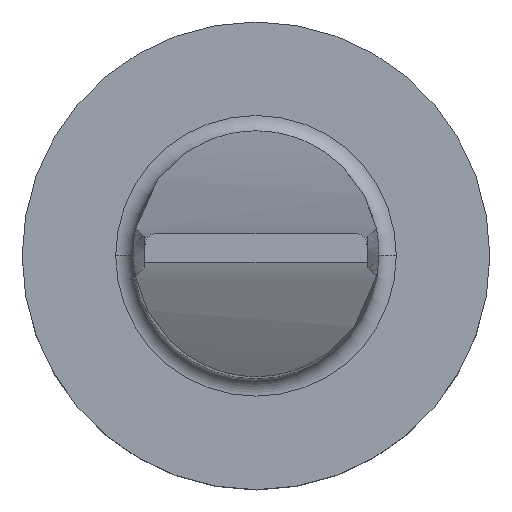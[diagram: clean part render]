
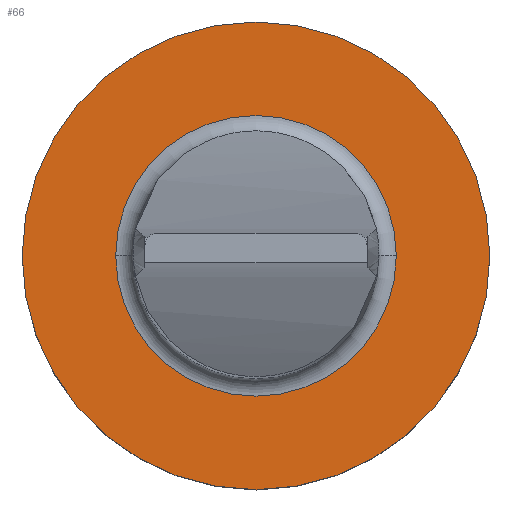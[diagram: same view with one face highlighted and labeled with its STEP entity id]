
A CAD part, top view. The second image highlights one B-rep face of the part: STEP entity #66.
In plain terms, the highlighted planar face has unit normal (0, 0, 1).
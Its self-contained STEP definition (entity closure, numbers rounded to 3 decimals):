
#66=ADVANCED_FACE('',(#136,#137),#138,.T.);
#136=FACE_OUTER_BOUND('',#208,.T.);
#137=FACE_BOUND('',#209,.T.);
#138=PLANE('',#210);
#208=EDGE_LOOP('',(#333,#334));
#209=EDGE_LOOP('',(#335,#336));
#210=AXIS2_PLACEMENT_3D('',#337,#338,#339);
#333=ORIENTED_EDGE('',*,*,#424,.T.);
#334=ORIENTED_EDGE('',*,*,#462,.T.);
#335=ORIENTED_EDGE('',*,*,#460,.F.);
#336=ORIENTED_EDGE('',*,*,#427,.F.);
#337=CARTESIAN_POINT('',(0.0,0.0,3.0));
#338=DIRECTION('',(0.0,0.0,1.0));
#339=DIRECTION('',(1.0,0.0,0.0));
#424=EDGE_CURVE('',#490,#494,#496,.T.);
#427=EDGE_CURVE('',#498,#501,#502,.T.);
#460=EDGE_CURVE('',#501,#498,#550,.T.);
#462=EDGE_CURVE('',#494,#490,#552,.T.);
#490=VERTEX_POINT('',#586);
#494=VERTEX_POINT('',#591);
#496=CIRCLE('',#594,4.0);
#498=VERTEX_POINT('',#596);
#501=VERTEX_POINT('',#599);
#502=CIRCLE('',#600,2.4);
#550=CIRCLE('',#924,2.4);
#552=CIRCLE('',#926,4.0);
#586=CARTESIAN_POINT('',(4.0,0.0,3.0));
#591=CARTESIAN_POINT('',(-4.0,0.,3.0));
#594=AXIS2_PLACEMENT_3D('',#973,#974,#975);
#596=CARTESIAN_POINT('',(-2.4,0.,3.0));
#599=CARTESIAN_POINT('',(2.4,0.0,3.0));
#600=AXIS2_PLACEMENT_3D('',#979,#980,#981);
#924=AXIS2_PLACEMENT_3D('',#1016,#1017,#1018);
#926=AXIS2_PLACEMENT_3D('',#1019,#1020,#1021);
#973=CARTESIAN_POINT('',(0.0,0.0,3.0));
#974=DIRECTION('',(0.0,0.0,1.0));
#975=DIRECTION('',(1.0,0.0,0.0));
#979=CARTESIAN_POINT('',(0.0,0.0,3.0));
#980=DIRECTION('',(0.0,0.0,1.0));
#981=DIRECTION('',(1.0,0.0,0.0));
#1016=CARTESIAN_POINT('',(0.0,0.0,3.0));
#1017=DIRECTION('',(0.0,0.0,1.0));
#1018=DIRECTION('',(1.0,0.0,0.0));
#1019=CARTESIAN_POINT('',(0.0,0.0,3.0));
#1020=DIRECTION('',(0.0,0.0,1.0));
#1021=DIRECTION('',(1.0,0.0,0.0));
